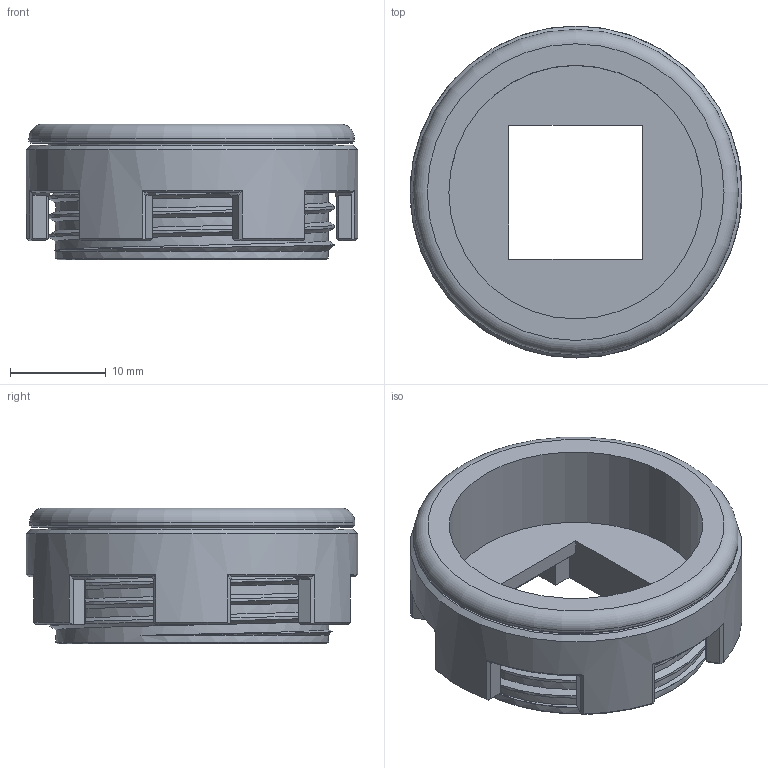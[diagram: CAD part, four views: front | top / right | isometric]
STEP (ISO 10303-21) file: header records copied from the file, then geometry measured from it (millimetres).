
FILE_DESCRIPTION(/* description */ (''),/* implementation_level */ '2;1');
FILE_NAME(/* name */ 'OSBMX v2 30.step',/* time_stamp */ '2025-05-25T21:44:00-04:00',/* author */ (''),/* organization */ (''),/* preprocessor_version */ 'ST-DEVELOPER v20.1',/* originating_system */ 'Autodesk Translation Framework v14.10.0.0',/* authorisation */ '');
FILE_SCHEMA (('AUTOMOTIVE_DESIGN { 1 0 10303 214 3 1 1 }'));
Length unit declared in the file: millimetre
Products named in the file (1): cherry mx v28
Bounding box: 34.68 x 34.68 x 14.2 mm (x, y, z)
Volume: 5317.9 mm3; surface area: 6604.3 mm2
Topology: 3 solids, 3 shells, 215 faces, 551 edges, 344 vertices
Faces by surface type: plane 130, cone 45, cylinder 35, bspline 4, torus 1
Full cylindrical faces by diameter (mm): 1.8 x2, 26.5 x1, 28.5 x5, 29.07 x1, 29.822 x4, 30 x2, 30.418 x2, 30.5 x1, 31 x2, 34 x1, 34.68 x1
Entity records: 9226 total; most frequent: CARTESIAN_POINT 4241, ORIENTED_EDGE 1102, DIRECTION 969, EDGE_CURVE 551, AXIS2_PLACEMENT_3D 345, VERTEX_POINT 344, LINE 279, VECTOR 279
